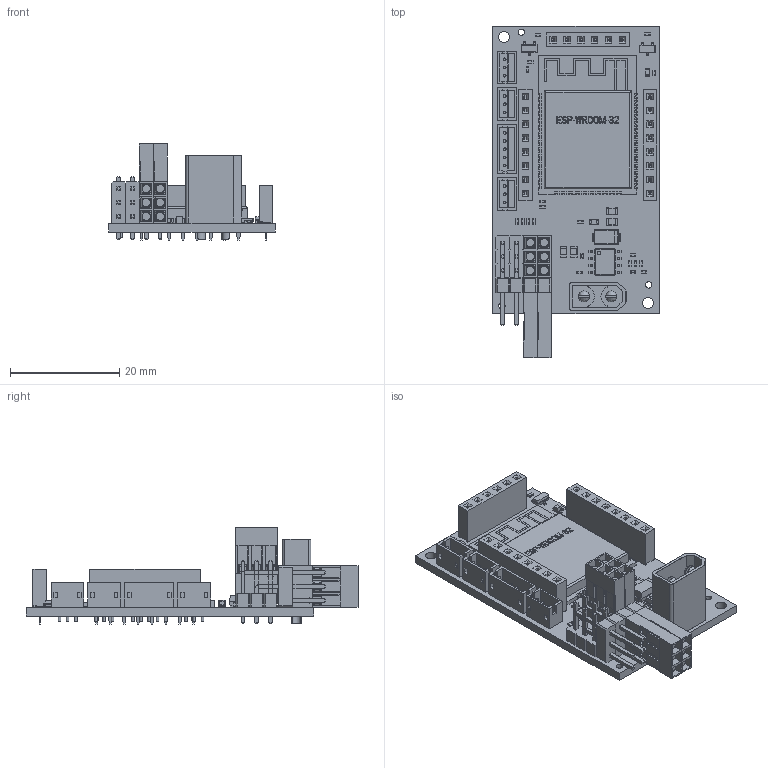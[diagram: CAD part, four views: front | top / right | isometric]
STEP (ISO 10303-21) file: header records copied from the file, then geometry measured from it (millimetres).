
FILE_DESCRIPTION(/* description */ (''),/* implementation_level */ '2;1');
FILE_NAME(/* name */ 'RapidstrikePCB v4.step',/* time_stamp */ '2022-03-03T20:28:45-08:00',/* author */ (''),/* organization */ (''),/* preprocessor_version */ 'ST-DEVELOPER v18.1',/* originating_system */ 'Autodesk Translation Framework v10.13.0.1454',/* authorisation */ '');
FILE_SCHEMA (('AUTOMOTIVE_DESIGN { 1 0 10303 214 3 1 1 }'));
Products named in the file (32): RapidstrikePCB; KiCAD-ESP-WROOM-32; COMPOUND; PinSocket_1x06_P2.54mm_Vertical; SOLID (2); B5B-ZR v2; SOLID (4); PinHeader_1x03_P2.54mm_Vertical; SOLID (5); PinSocket_1x08_P2.54mm_Vertical; SOLID (3); SOIC-8_3.9x4.9mm_P1.27mm; SOLID (7); B3B-ZR v2; SOLID (6); D_SMA; SOLID (11); C_0805_2012Metric; SOLID (9); C_0402_1005Metric; SOLID (8); LED_0603_1608Metric; SOLID (1); SOT-23; SOLID (10); XT30-M; COMPOUND (1); R_0402_1005Metric; SOLID; RapidstrikePCB PCB; PinHeader_3x04_P2.54mm_Horizontal; DS1071-1x3
Assembly tree (63 placements, depth 3):
  RapidstrikePCB
    R_0402_1005Metric  x14
      SOLID
    LED_0603_1608Metric  x2
      SOLID (1)
    KiCAD-ESP-WROOM-32
      COMPOUND
    PinSocket_1x06_P2.54mm_Vertical
      SOLID (2)
    PinSocket_1x08_P2.54mm_Vertical  x2
      SOLID (3)
    B5B-ZR v2
      SOLID (4)
    PinHeader_1x03_P2.54mm_Vertical  x4
      SOLID (5)
    B3B-ZR v2  x3
      SOLID (6)
    SOIC-8_3.9x4.9mm_P1.27mm
      SOLID (7)
    C_0402_1005Metric  x6
      SOLID (8)
    C_0805_2012Metric  x4
      SOLID (9)
    SOT-23  x2
      SOLID (10)
    D_SMA
      SOLID (11)
    XT30-M
      COMPOUND (1)
    RapidstrikePCB PCB
    PinHeader_3x04_P2.54mm_Horizontal
    DS1071-1x3  x4
Bounding box: 30.48 x 60.91 x 17.64 mm (x, y, z)
Volume: 5973.8 mm3; surface area: 13560.4 mm2
Topology: 76 solids, 76 shells, 4561 faces, 12253 edges, 7868 vertices
Faces by surface type: plane 3787, cylinder 740, sphere 16, torus 10, bspline 8
Full cylindrical faces by diameter (mm): 0.2 x12, 0.5 x28, 0.6 x1, 0.73 x14, 1 x34, 1.152 x3, 1.515 x12, 1.65 x2, 2 x6, 2.7 x2
Entity records: 86307 total; most frequent: CARTESIAN_POINT 16123, ORIENTED_EDGE 14352, DIRECTION 13458, EDGE_CURVE 7176, LINE 6412, VECTOR 6412, VERTEX_POINT 4624, AXIS2_PLACEMENT_3D 3523
